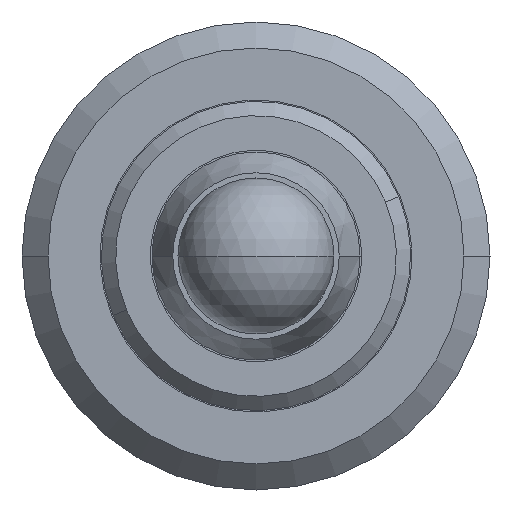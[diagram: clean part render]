
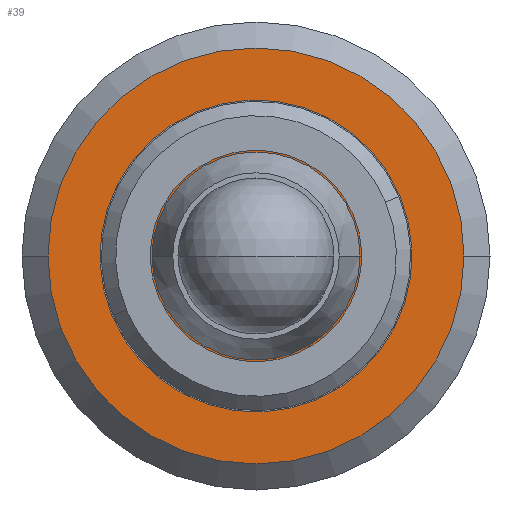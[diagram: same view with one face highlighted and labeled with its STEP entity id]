
A CAD part, front view. The second image highlights one B-rep face of the part: STEP entity #39.
In plain terms, the highlighted planar face has unit normal (0, -1, 0).
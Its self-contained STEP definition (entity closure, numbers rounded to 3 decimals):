
#4 = DIRECTION ( 'NONE',  ( 1., 0., 0. ) ) ;
#24 = CARTESIAN_POINT ( 'NONE',  ( 4.386, 19.631, 17.116 ) ) ;
#27 = CARTESIAN_POINT ( 'NONE',  ( 12.886, 19.631, 17.116 ) ) ;
#39 = ADVANCED_FACE ( 'NONE', ( #416, #190 ), #67, .T. ) ;
#44 = AXIS2_PLACEMENT_3D ( 'NONE', #83, #241, #508 ) ;
#46 = CIRCLE ( 'NONE', #1028, 2. ) ;
#67 = PLANE ( 'NONE',  #505 ) ;
#83 = CARTESIAN_POINT ( 'NONE',  ( 8.886, 19.631, 17.116 ) ) ;
#156 = CARTESIAN_POINT ( 'NONE',  ( 6.886, 19.631, 17.116 ) ) ;
#188 = CIRCLE ( 'NONE', #708, 4. ) ;
#190 = FACE_BOUND ( 'NONE', #1100, .T. ) ;
#217 = VERTEX_POINT ( 'NONE', #156 ) ;
#232 = EDGE_CURVE ( 'NONE', #269, #854, #311, .T. ) ;
#241 = DIRECTION ( 'NONE',  ( 0., -1., 0. ) ) ;
#251 = ORIENTED_EDGE ( 'NONE', *, *, #657, .T. ) ;
#269 = VERTEX_POINT ( 'NONE', #1020 ) ;
#293 = DIRECTION ( 'NONE',  ( 1., 0., 0. ) ) ;
#311 = CIRCLE ( 'NONE', #44, 4. ) ;
#409 = ORIENTED_EDGE ( 'NONE', *, *, #232, .T. ) ;
#416 = FACE_OUTER_BOUND ( 'NONE', #650, .T. ) ;
#469 = DIRECTION ( 'NONE',  ( 0., 1., 0. ) ) ;
#505 = AXIS2_PLACEMENT_3D ( 'NONE', #24, #1048, #4 ) ;
#508 = DIRECTION ( 'NONE',  ( 1., 0., 0. ) ) ;
#511 = EDGE_CURVE ( 'NONE', #217, #1071, #46, .T. ) ;
#630 = DIRECTION ( 'NONE',  ( -1., 0., 0. ) ) ;
#646 = DIRECTION ( 'NONE',  ( 0., 1., 0. ) ) ;
#650 = EDGE_LOOP ( 'NONE', ( #409, #251 ) ) ;
#657 = EDGE_CURVE ( 'NONE', #854, #269, #188, .T. ) ;
#708 = AXIS2_PLACEMENT_3D ( 'NONE', #1068, #972, #293 ) ;
#724 = AXIS2_PLACEMENT_3D ( 'NONE', #985, #646, #630 ) ;
#738 = ORIENTED_EDGE ( 'NONE', *, *, #511, .T. ) ;
#854 = VERTEX_POINT ( 'NONE', #27 ) ;
#904 = EDGE_CURVE ( 'NONE', #1071, #217, #925, .T. ) ;
#906 = CARTESIAN_POINT ( 'NONE',  ( 10.886, 19.631, 17.116 ) ) ;
#925 = CIRCLE ( 'NONE', #724, 2. ) ;
#972 = DIRECTION ( 'NONE',  ( 0., -1., 0. ) ) ;
#976 = CARTESIAN_POINT ( 'NONE',  ( 8.886, 19.631, 17.116 ) ) ;
#985 = CARTESIAN_POINT ( 'NONE',  ( 8.886, 19.631, 17.116 ) ) ;
#1020 = CARTESIAN_POINT ( 'NONE',  ( 4.886, 19.631, 17.116 ) ) ;
#1028 = AXIS2_PLACEMENT_3D ( 'NONE', #976, #469, #1062 ) ;
#1033 = ORIENTED_EDGE ( 'NONE', *, *, #904, .T. ) ;
#1048 = DIRECTION ( 'NONE',  ( 0., -1., 0. ) ) ;
#1062 = DIRECTION ( 'NONE',  ( -1., 0., 0. ) ) ;
#1068 = CARTESIAN_POINT ( 'NONE',  ( 8.886, 19.631, 17.116 ) ) ;
#1071 = VERTEX_POINT ( 'NONE', #906 ) ;
#1100 = EDGE_LOOP ( 'NONE', ( #738, #1033 ) ) ;
